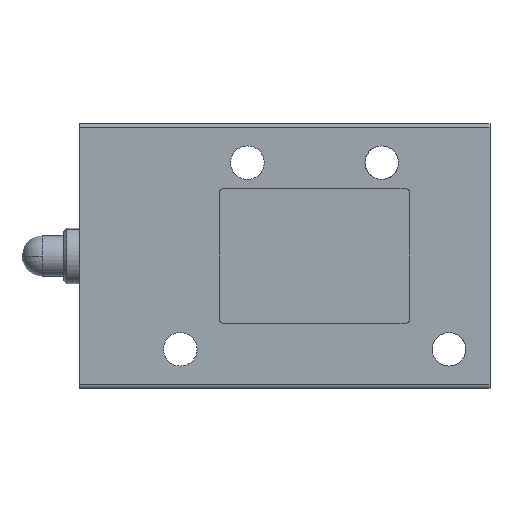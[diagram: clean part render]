
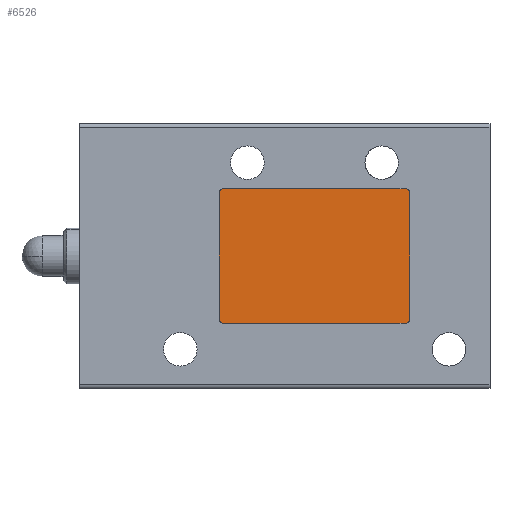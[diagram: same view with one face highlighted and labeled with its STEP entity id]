
A CAD part, left-side view. The second image highlights one B-rep face of the part: STEP entity #6526.
In plain terms, the highlighted planar face has unit normal (-1, 0, 0).
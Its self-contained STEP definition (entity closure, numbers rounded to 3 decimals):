
#680 = AXIS2_PLACEMENT_3D ( 'NONE', #13255, #13253, #13251 ) ;
#681 = AXIS2_PLACEMENT_3D ( 'NONE', #13273, #13272, #13270 ) ;
#682 = AXIS2_PLACEMENT_3D ( 'NONE', #13284, #13283, #13282 ) ;
#683 = AXIS2_PLACEMENT_3D ( 'NONE', #13296, #13295, #13294 ) ;
#1490 = ORIENTED_EDGE ( 'NONE', *, *, #4253, .T. ) ;
#1491 = ORIENTED_EDGE ( 'NONE', *, *, #4267, .T. ) ;
#1492 = ORIENTED_EDGE ( 'NONE', *, *, #4265, .T. ) ;
#1493 = ORIENTED_EDGE ( 'NONE', *, *, #4263, .T. ) ;
#1494 = ORIENTED_EDGE ( 'NONE', *, *, #4261, .T. ) ;
#1495 = ORIENTED_EDGE ( 'NONE', *, *, #4259, .T. ) ;
#1496 = ORIENTED_EDGE ( 'NONE', *, *, #4257, .T. ) ;
#1497 = ORIENTED_EDGE ( 'NONE', *, *, #4255, .T. ) ;
#2732 = FACE_OUTER_BOUND ( 'NONE', #13929, .T. ) ;
#3886 = VERTEX_POINT ( 'NONE', #14656 ) ;
#3887 = VERTEX_POINT ( 'NONE', #14654 ) ;
#3888 = VERTEX_POINT ( 'NONE', #14653 ) ;
#3889 = VERTEX_POINT ( 'NONE', #14652 ) ;
#3890 = VERTEX_POINT ( 'NONE', #14651 ) ;
#3891 = VERTEX_POINT ( 'NONE', #14650 ) ;
#3892 = VERTEX_POINT ( 'NONE', #14649 ) ;
#3893 = VERTEX_POINT ( 'NONE', #14648 ) ;
#4068 = AXIS2_PLACEMENT_3D ( 'NONE', #8376, #8375, #8374 ) ;
#4253 = EDGE_CURVE ( 'NONE', #3892, #3893, #7441, .T. ) ;
#4255 = EDGE_CURVE ( 'NONE', #3891, #3892, #7443, .T. ) ;
#4257 = EDGE_CURVE ( 'NONE', #3890, #3891, #7448, .T. ) ;
#4259 = EDGE_CURVE ( 'NONE', #3889, #3890, #7450, .T. ) ;
#4261 = EDGE_CURVE ( 'NONE', #3888, #3889, #7455, .T. ) ;
#4263 = EDGE_CURVE ( 'NONE', #3887, #3888, #7457, .T. ) ;
#4265 = EDGE_CURVE ( 'NONE', #3886, #3887, #7462, .T. ) ;
#4267 = EDGE_CURVE ( 'NONE', #3893, #3886, #7464, .T. ) ;
#6526 = ADVANCED_FACE ( 'NONE', ( #2732 ), #8377, .T. ) ;
#7441 = CIRCLE ( 'NONE', #683, 0.5 ) ;
#7443 = LINE ( 'NONE', #13290, #7444 ) ;
#7444 = VECTOR ( 'NONE', #13289, 1000. ) ;
#7448 = CIRCLE ( 'NONE', #682, 0.5 ) ;
#7450 = LINE ( 'NONE', #13278, #7451 ) ;
#7451 = VECTOR ( 'NONE', #13277, 1000. ) ;
#7455 = CIRCLE ( 'NONE', #681, 0.5 ) ;
#7457 = LINE ( 'NONE', #13266, #7458 ) ;
#7458 = VECTOR ( 'NONE', #13265, 1000. ) ;
#7462 = CIRCLE ( 'NONE', #680, 0.5 ) ;
#7464 = LINE ( 'NONE', #13240, #7465 ) ;
#7465 = VECTOR ( 'NONE', #13238, 1000. ) ;
#8374 = DIRECTION ( 'NONE',  ( 0., 0., 1. ) ) ;
#8375 = DIRECTION ( 'NONE',  ( -1., 0., 0. ) ) ;
#8376 = CARTESIAN_POINT ( 'NONE',  ( -10., 8.25, -8.5 ) ) ;
#8377 = PLANE ( 'NONE',  #4068 ) ;
#13238 = DIRECTION ( 'NONE',  ( 0., -1., 0. ) ) ;
#13240 = CARTESIAN_POINT ( 'NONE',  ( -10., -16.25, -9. ) ) ;
#13251 = DIRECTION ( 'NONE',  ( 0., 0., -1. ) ) ;
#13253 = DIRECTION ( 'NONE',  ( -1., 0., 0. ) ) ;
#13255 = CARTESIAN_POINT ( 'NONE',  ( -10., -16.25, -8.5 ) ) ;
#13265 = DIRECTION ( 'NONE',  ( 0., 0., 1. ) ) ;
#13266 = CARTESIAN_POINT ( 'NONE',  ( -10., -16.75, -8.5 ) ) ;
#13270 = DIRECTION ( 'NONE',  ( 0., 0., -1. ) ) ;
#13272 = DIRECTION ( 'NONE',  ( -1., 0., 0. ) ) ;
#13273 = CARTESIAN_POINT ( 'NONE',  ( -10., -16.25, 8.5 ) ) ;
#13277 = DIRECTION ( 'NONE',  ( 0., 1., 0. ) ) ;
#13278 = CARTESIAN_POINT ( 'NONE',  ( -10., -16.25, 9. ) ) ;
#13282 = DIRECTION ( 'NONE',  ( 0., 0., 1. ) ) ;
#13283 = DIRECTION ( 'NONE',  ( -1., 0., 0. ) ) ;
#13284 = CARTESIAN_POINT ( 'NONE',  ( -10., 8.25, 8.5 ) ) ;
#13289 = DIRECTION ( 'NONE',  ( 0., 0., -1. ) ) ;
#13290 = CARTESIAN_POINT ( 'NONE',  ( -10., 8.75, -8.5 ) ) ;
#13294 = DIRECTION ( 'NONE',  ( 0., 0., 1. ) ) ;
#13295 = DIRECTION ( 'NONE',  ( -1., 0., 0. ) ) ;
#13296 = CARTESIAN_POINT ( 'NONE',  ( -10., 8.25, -8.5 ) ) ;
#13929 = EDGE_LOOP ( 'NONE', ( #1490, #1491, #1492, #1493, #1494, #1495, #1496, #1497 ) ) ;
#14648 = CARTESIAN_POINT ( 'NONE',  ( -10., 8.25, -9. ) ) ;
#14649 = CARTESIAN_POINT ( 'NONE',  ( -10., 8.75, -8.5 ) ) ;
#14650 = CARTESIAN_POINT ( 'NONE',  ( -10., 8.75, 8.5 ) ) ;
#14651 = CARTESIAN_POINT ( 'NONE',  ( -10., 8.25, 9. ) ) ;
#14652 = CARTESIAN_POINT ( 'NONE',  ( -10., -16.25, 9. ) ) ;
#14653 = CARTESIAN_POINT ( 'NONE',  ( -10., -16.75, 8.5 ) ) ;
#14654 = CARTESIAN_POINT ( 'NONE',  ( -10., -16.75, -8.5 ) ) ;
#14656 = CARTESIAN_POINT ( 'NONE',  ( -10., -16.25, -9. ) ) ;
